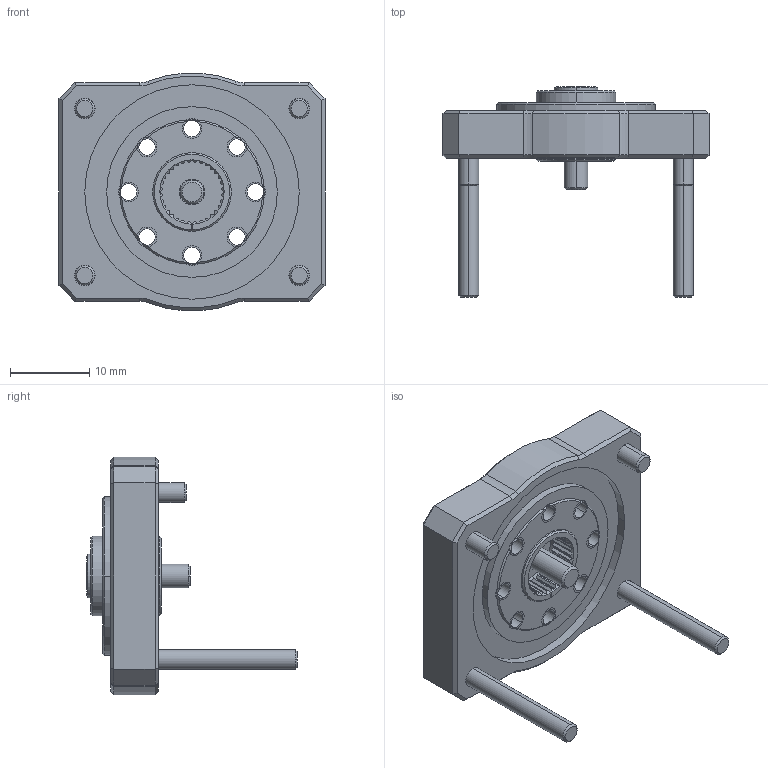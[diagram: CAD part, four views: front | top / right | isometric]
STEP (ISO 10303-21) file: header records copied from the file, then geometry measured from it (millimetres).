
FILE_DESCRIPTION((''),'2;1');
FILE_NAME('EPX540_BR101_ASM','2022-01-19T16:37:25',('eum'),(''),'CREO PARAMETRIC BY PTC INC, 2020074','CREO PARAMETRIC BY PTC INC, 2020074','');
FILE_SCHEMA(('CONFIG_CONTROL_DESIGN'));
Length unit declared in the file: millimetre
Products named in the file (7): HN13_B101_T_BR1; HN13_B101_B_BR1; BEARING_6704ZZ; WBH_M2_5X6; WBH_M2_5X20; WBH_M3X10; EPX540_BR101_ASM
Assembly tree (8 placements, depth 2):
  EPX540_BR101_ASM
    HN13_B101_T_BR1
    HN13_B101_B_BR1
    BEARING_6704ZZ
    WBH_M2_5X6  x2
    WBH_M2_5X20  x2
    WBH_M3X10
Bounding box: 33.5 x 26.5 x 29.92 mm (x, y, z)
Volume: 5365.9 mm3; surface area: 6796.6 mm2
Topology: 8 solids, 21 shells, 418 faces, 1119 edges, 734 vertices
Faces by surface type: cylinder 170, plane 169, cone 79
Entity records: 12529 total; most frequent: CARTESIAN_POINT 2810, DIRECTION 2029, ORIENTED_EDGE 1958, EDGE_CURVE 1017, AXIS2_PLACEMENT_3D 772, VERTEX_POINT 666, VECTOR 485, LINE 485
